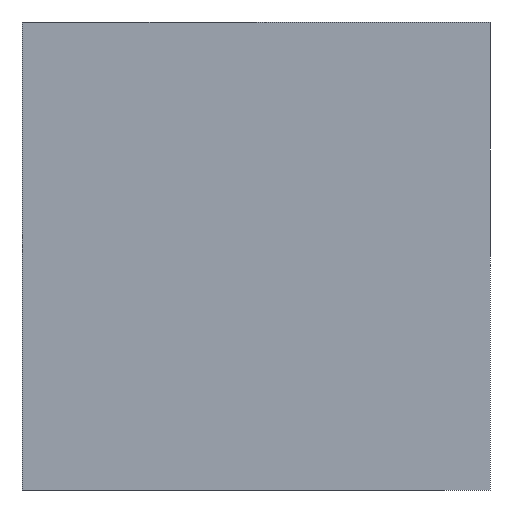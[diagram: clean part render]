
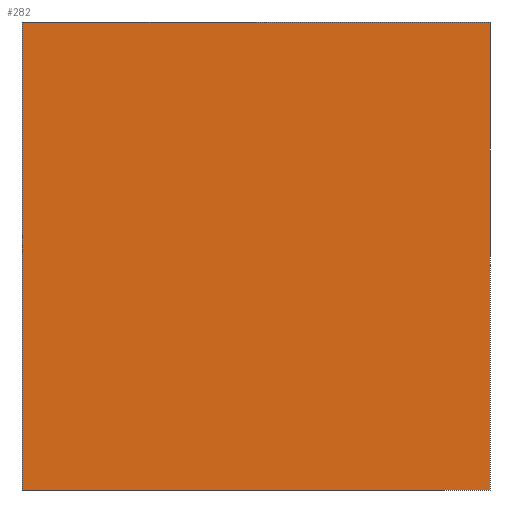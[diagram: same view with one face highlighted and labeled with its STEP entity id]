
A CAD part, front view. The second image highlights one B-rep face of the part: STEP entity #282.
In plain terms, the highlighted planar face has unit normal (0, -1, 0).
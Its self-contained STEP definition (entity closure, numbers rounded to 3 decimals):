
#28=FACE_OUTER_BOUND('',#46,.T.);
#46=EDGE_LOOP('',(#229,#230,#231,#232));
#69=LINE('',#427,#105);
#73=LINE('',#433,#109);
#74=LINE('',#436,#110);
#76=LINE('',#439,#112);
#105=VECTOR('',#350,10.);
#109=VECTOR('',#356,10.);
#110=VECTOR('',#359,10.);
#112=VECTOR('',#363,10.);
#137=VERTEX_POINT('',#425);
#138=VERTEX_POINT('',#426);
#139=VERTEX_POINT('',#431);
#140=VERTEX_POINT('',#435);
#165=EDGE_CURVE('',#137,#138,#69,.T.);
#169=EDGE_CURVE('',#138,#139,#73,.T.);
#170=EDGE_CURVE('',#139,#140,#74,.T.);
#172=EDGE_CURVE('',#140,#137,#76,.T.);
#229=ORIENTED_EDGE('',*,*,#172,.T.);
#230=ORIENTED_EDGE('',*,*,#165,.T.);
#231=ORIENTED_EDGE('',*,*,#169,.T.);
#232=ORIENTED_EDGE('',*,*,#170,.T.);
#266=PLANE('',#313);
#282=ADVANCED_FACE('',(#28),#266,.F.);
#313=AXIS2_PLACEMENT_3D('',#440,#364,#365);
#350=DIRECTION('',(0.,0.,-1.));
#356=DIRECTION('',(1.,0.,0.));
#359=DIRECTION('',(0.,0.,1.));
#363=DIRECTION('',(-1.,0.,0.));
#364=DIRECTION('center_axis',(0.,1.,0.));
#365=DIRECTION('ref_axis',(1.,0.,0.));
#425=CARTESIAN_POINT('',(-1250.,0.,1250.));
#426=CARTESIAN_POINT('',(-1250.,0.,-1250.));
#427=CARTESIAN_POINT('',(-1250.,0.,1250.));
#431=CARTESIAN_POINT('',(1250.,0.,-1250.));
#433=CARTESIAN_POINT('',(-1250.,0.,-1250.));
#435=CARTESIAN_POINT('',(1250.,0.,1250.));
#436=CARTESIAN_POINT('',(1250.,0.,-1250.));
#439=CARTESIAN_POINT('',(1250.,0.,1250.));
#440=CARTESIAN_POINT('Origin',(0.,0.,0.));
